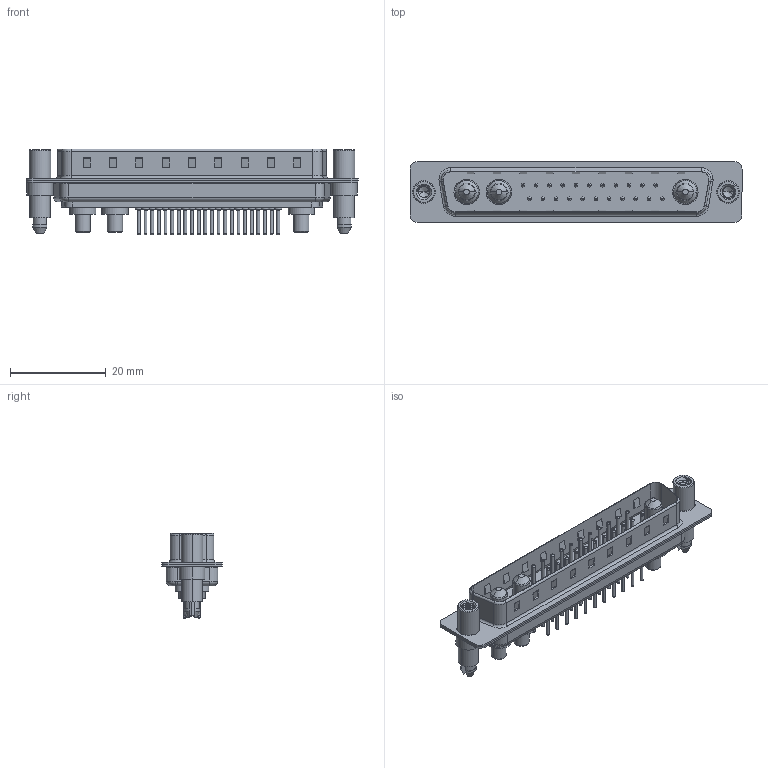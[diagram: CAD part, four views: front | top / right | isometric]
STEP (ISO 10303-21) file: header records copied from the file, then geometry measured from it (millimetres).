
FILE_DESCRIPTION (( 'STEP AP203' ), '1' );
FILE_NAME ('627-25W3624-3TE.STEP', '2019-05-29T22:42:46', ( '' ), ( '' ), 'SwSTEP 2.0', 'SolidWorks 2016', '' );
FILE_SCHEMA (( 'CONFIG_CONTROL_DESIGN' ));
Length unit declared in the file: millimetre
Products named in the file (9): 627-25W3624-3TE; 627Combo Housing_25W3; 627Combo Shell Rear_37 Contacts; 627Combo Threaded Standoff and Boardlock_E; 627Combo Shell Front_37 Contacts; Power Pin_30A S; 627Combo Threaded Standoff and Boardlock_6; 627Combo Contact Row 1_24; 627Combo Contact Row 2_24
Assembly tree (30 placements, depth 2):
  627-25W3624-3TE
    627Combo Housing_25W3
    627Combo Shell Rear_37 Contacts
    627Combo Shell Front_37 Contacts
    627Combo Threaded Standoff and Boardlock_E
    Power Pin_30A S  x3
    627Combo Threaded Standoff and Boardlock_6
    627Combo Contact Row 1_24  x11
    627Combo Contact Row 2_24  x11
Bounding box: 69.3 x 12.6 x 17.9 mm (x, y, z)
Volume: 4335 mm3; surface area: 9661.1 mm2
Topology: 33 solids, 33 shells, 1401 faces, 3074 edges, 1875 vertices
Faces by surface type: cylinder 538, torus 408, plane 405, cone 38, bspline 12
Entity records: 26085 total; most frequent: CARTESIAN_POINT 6404, DIRECTION 4022, ORIENTED_EDGE 3604, EDGE_CURVE 1802, AXIS2_PLACEMENT_3D 1560, VERTEX_POINT 1147, EDGE_LOOP 927, VECTOR 902
